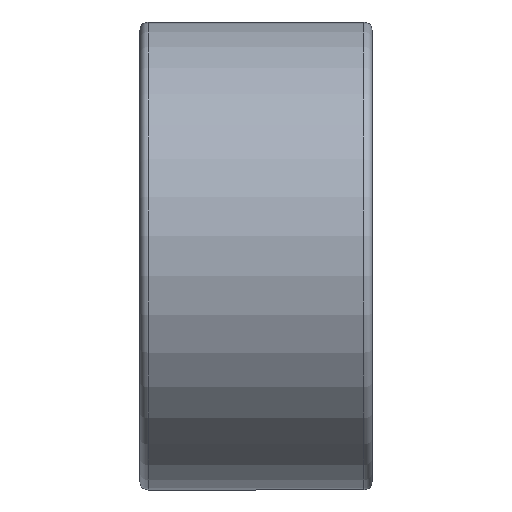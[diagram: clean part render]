
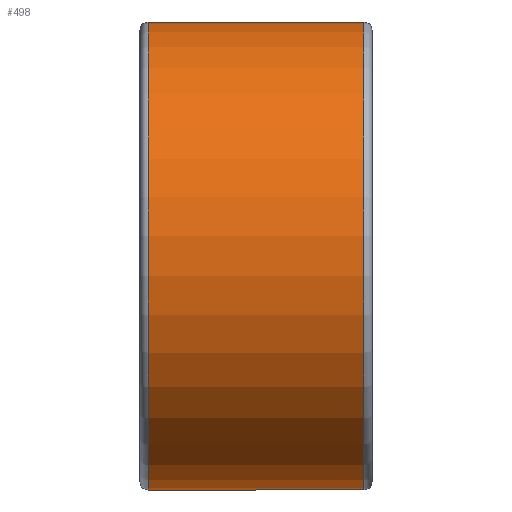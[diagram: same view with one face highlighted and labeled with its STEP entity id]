
A CAD part, left-side view. The second image highlights one B-rep face of the part: STEP entity #498.
In plain terms, the highlighted cylindrical face has radius 5.75 mm (diameter 11.5 mm), a partial arc.
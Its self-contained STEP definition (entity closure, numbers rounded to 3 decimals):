
#1 = CARTESIAN_POINT ( 'NONE',  ( 0., -2.65, 0. ) ) ;
#46 = FACE_OUTER_BOUND ( 'NONE', #764, .T. ) ;
#74 = ORIENTED_EDGE ( 'NONE', *, *, #785, .T. ) ;
#99 = AXIS2_PLACEMENT_3D ( 'NONE', #1, #510, #1060 ) ;
#131 = EDGE_CURVE ( 'NONE', #701, #227, #879, .T. ) ;
#150 = CARTESIAN_POINT ( 'NONE',  ( 2.152, 2.85, 5.332 ) ) ;
#166 = EDGE_CURVE ( 'NONE', #227, #458, #919, .T. ) ;
#227 = VERTEX_POINT ( 'NONE', #821 ) ;
#305 = AXIS2_PLACEMENT_3D ( 'NONE', #956, #475, #1041 ) ;
#307 = LINE ( 'NONE', #150, #625 ) ;
#383 = CYLINDRICAL_SURFACE ( 'NONE', #305, 5.75 ) ;
#402 = CARTESIAN_POINT ( 'NONE',  ( 0., 2.65, 0. ) ) ;
#430 = ORIENTED_EDGE ( 'NONE', *, *, #131, .T. ) ;
#458 = VERTEX_POINT ( 'NONE', #473 ) ;
#473 = CARTESIAN_POINT ( 'NONE',  ( 2.152, -2.65, 5.332 ) ) ;
#475 = DIRECTION ( 'NONE',  ( 0., -1., 0. ) ) ;
#487 = CIRCLE ( 'NONE', #560, 5.75 ) ;
#498 = ADVANCED_FACE ( 'NONE', ( #46 ), #383, .T. ) ;
#510 = DIRECTION ( 'NONE',  ( 0., 1., 0. ) ) ;
#538 = ORIENTED_EDGE ( 'NONE', *, *, #166, .T. ) ;
#560 = AXIS2_PLACEMENT_3D ( 'NONE', #402, #844, #588 ) ;
#588 = DIRECTION ( 'NONE',  ( 0., 0., 1. ) ) ;
#625 = VECTOR ( 'NONE', #824, 1000. ) ;
#646 = CARTESIAN_POINT ( 'NONE',  ( 2.152, 2.65, -5.332 ) ) ;
#654 = VERTEX_POINT ( 'NONE', #825 ) ;
#671 = DIRECTION ( 'NONE',  ( 0., -1., 0. ) ) ;
#701 = VERTEX_POINT ( 'NONE', #646 ) ;
#718 = EDGE_CURVE ( 'NONE', #654, #458, #307, .T. ) ;
#764 = EDGE_LOOP ( 'NONE', ( #430, #538, #1018, #74 ) ) ;
#785 = EDGE_CURVE ( 'NONE', #654, #701, #487, .T. ) ;
#821 = CARTESIAN_POINT ( 'NONE',  ( 2.152, -2.65, -5.332 ) ) ;
#824 = DIRECTION ( 'NONE',  ( 0., -1., 0. ) ) ;
#825 = CARTESIAN_POINT ( 'NONE',  ( 2.152, 2.65, 5.332 ) ) ;
#844 = DIRECTION ( 'NONE',  ( 0., -1., 0. ) ) ;
#879 = LINE ( 'NONE', #1054, #884 ) ;
#884 = VECTOR ( 'NONE', #671, 1000. ) ;
#919 = CIRCLE ( 'NONE', #99, 5.75 ) ;
#956 = CARTESIAN_POINT ( 'NONE',  ( 0., 2.85, 0. ) ) ;
#1018 = ORIENTED_EDGE ( 'NONE', *, *, #718, .F. ) ;
#1041 = DIRECTION ( 'NONE',  ( 0., 0., -1. ) ) ;
#1054 = CARTESIAN_POINT ( 'NONE',  ( 2.152, 2.85, -5.332 ) ) ;
#1060 = DIRECTION ( 'NONE',  ( 0., 0., 1. ) ) ;
